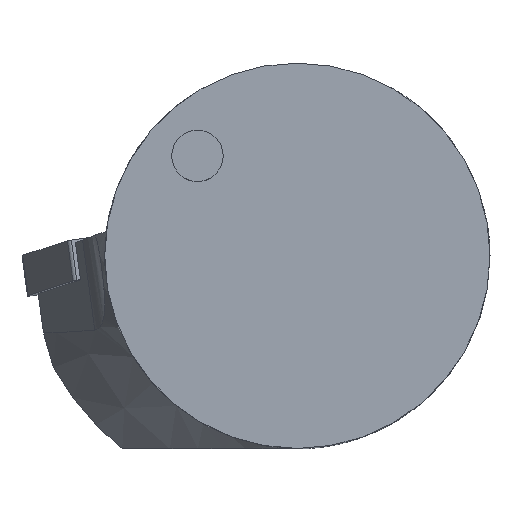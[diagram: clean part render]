
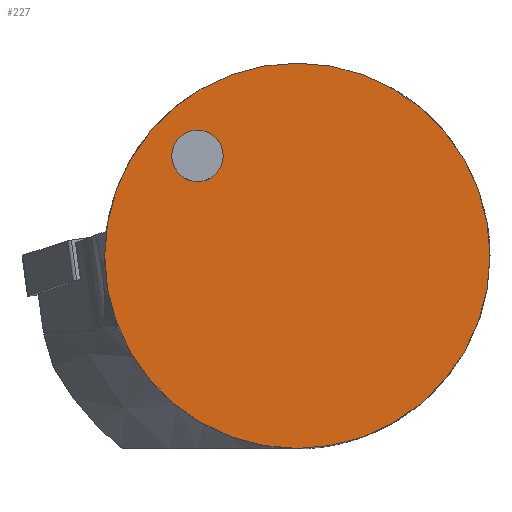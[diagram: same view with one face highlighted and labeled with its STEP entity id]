
A CAD part, top view. The second image highlights one B-rep face of the part: STEP entity #227.
In plain terms, the highlighted planar face has unit normal (0, 0, 1).
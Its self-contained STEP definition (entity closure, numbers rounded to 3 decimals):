
#129=FACE_BOUND('',#351,.T.);
#130=FACE_BOUND('',#352,.T.);
#149=CIRCLE('',#1064,30.);
#166=CIRCLE('',#1114,4.);
#227=ADVANCED_FACE('',(#129,#130),#264,.T.);
#264=PLANE('',#1115);
#351=EDGE_LOOP('',(#565));
#352=EDGE_LOOP('',(#566));
#565=ORIENTED_EDGE('',*,*,#821,.F.);
#566=ORIENTED_EDGE('',*,*,#772,.T.);
#684=VERTEX_POINT('',#1584);
#707=VERTEX_POINT('',#1711);
#772=EDGE_CURVE('',#684,#684,#149,.T.);
#821=EDGE_CURVE('',#707,#707,#166,.T.);
#1064=AXIS2_PLACEMENT_3D('',#1583,#1220,#1221);
#1114=AXIS2_PLACEMENT_3D('',#1710,#1340,#1341);
#1115=AXIS2_PLACEMENT_3D('',#1712,#1342,#1343);
#1220=DIRECTION('',(0.,0.,1.));
#1221=DIRECTION('',(1.,0.,0.));
#1340=DIRECTION('',(0.,0.,1.));
#1341=DIRECTION('',(1.,0.,0.));
#1342=DIRECTION('',(0.,0.,1.));
#1343=DIRECTION('',(1.,0.,0.));
#1583=CARTESIAN_POINT('',(0.,0.,0.));
#1584=CARTESIAN_POINT('',(30.,0.,0.));
#1710=CARTESIAN_POINT('',(-15.556,15.556,0.));
#1711=CARTESIAN_POINT('',(-11.556,15.556,0.));
#1712=CARTESIAN_POINT('',(0.,0.,0.));
